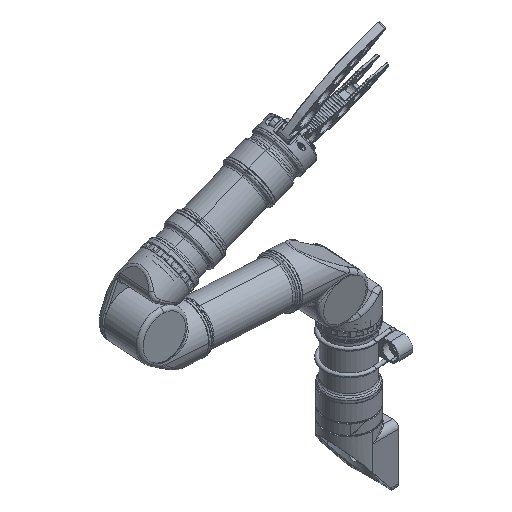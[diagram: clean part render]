
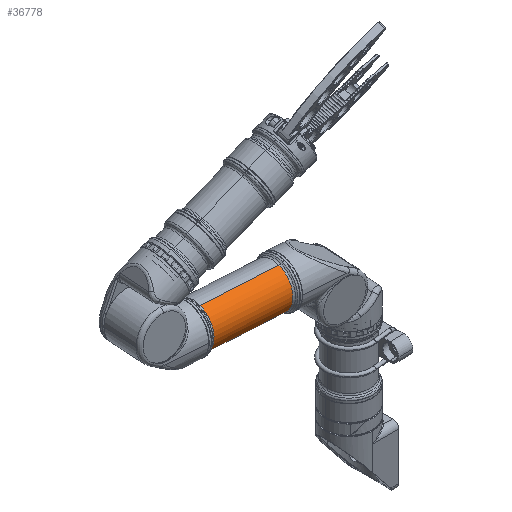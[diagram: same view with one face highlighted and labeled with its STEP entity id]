
A CAD part, isometric view. The second image highlights one B-rep face of the part: STEP entity #36778.
In plain terms, the highlighted cylindrical face has radius 17.9 mm (diameter 35.8 mm), a partial arc.
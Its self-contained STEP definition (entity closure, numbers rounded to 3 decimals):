
#2024 = EDGE_CURVE ( 'NONE', #71227, #27671, #30288, .T. ) ;
#2197 = CARTESIAN_POINT ( 'NONE',  ( 93.148, -29.264, 80.919 ) ) ;
#2533 = LINE ( 'NONE', #52207, #59991 ) ;
#6883 = DIRECTION ( 'NONE',  ( 0.274, -0.077, -0.959 ) ) ;
#10360 = LINE ( 'NONE', #62442, #23900 ) ;
#11172 = DIRECTION ( 'NONE',  ( 0.274, -0.077, -0.959 ) ) ;
#13168 = EDGE_CURVE ( 'NONE', #27671, #17925, #2533, .T. ) ;
#14583 = ORIENTED_EDGE ( 'NONE', *, *, #47282, .F. ) ;
#16124 = CYLINDRICAL_SURFACE ( 'NONE', #22218, 17.9 ) ;
#17925 = VERTEX_POINT ( 'NONE', #54781 ) ;
#17956 = CARTESIAN_POINT ( 'NONE',  ( 76.663, -24.508, 75.819 ) ) ;
#18166 = CARTESIAN_POINT ( 'NONE',  ( 85.366, -26.947, 45.412 ) ) ;
#22218 = AXIS2_PLACEMENT_3D ( 'NONE', #18166, #6883, #23943 ) ;
#23756 = DIRECTION ( 'NONE',  ( 0.921, -0.266, 0.285 ) ) ;
#23900 = VECTOR ( 'NONE', #33856, 1000. ) ;
#23943 = DIRECTION ( 'NONE',  ( 0.921, -0.266, 0.285 ) ) ;
#27671 = VERTEX_POINT ( 'NONE', #2197 ) ;
#29681 = ORIENTED_EDGE ( 'NONE', *, *, #61057, .F. ) ;
#30288 = CIRCLE ( 'NONE', #35329, 17.9 ) ;
#32024 = CARTESIAN_POINT ( 'NONE',  ( 60.177, -19.751, 70.718 ) ) ;
#33856 = DIRECTION ( 'NONE',  ( 0.274, -0.077, -0.959 ) ) ;
#34798 = ORIENTED_EDGE ( 'NONE', *, *, #2024, .T. ) ;
#35329 = AXIS2_PLACEMENT_3D ( 'NONE', #17956, #58108, #23756 ) ;
#35571 = CARTESIAN_POINT ( 'NONE',  ( 77.585, -24.631, 9.905 ) ) ;
#36778 = ADVANCED_FACE ( 'NONE', ( #46759 ), #16124, .T. ) ;
#43338 = CIRCLE ( 'NONE', #61029, 17.9 ) ;
#45667 = CARTESIAN_POINT ( 'NONE',  ( 94.07, -29.387, 15.006 ) ) ;
#46759 = FACE_OUTER_BOUND ( 'NONE', #46887, .T. ) ;
#46887 = EDGE_LOOP ( 'NONE', ( #14583, #34798, #73665, #29681 ) ) ;
#47282 = EDGE_CURVE ( 'NONE', #71227, #72870, #10360, .T. ) ;
#51471 = DIRECTION ( 'NONE',  ( 0.921, -0.266, 0.285 ) ) ;
#52207 = CARTESIAN_POINT ( 'NONE',  ( 101.852, -31.703, 50.513 ) ) ;
#54781 = CARTESIAN_POINT ( 'NONE',  ( 110.556, -34.143, 20.107 ) ) ;
#58108 = DIRECTION ( 'NONE',  ( 0.274, -0.077, -0.959 ) ) ;
#59991 = VECTOR ( 'NONE', #69693, 1000. ) ;
#61029 = AXIS2_PLACEMENT_3D ( 'NONE', #45667, #11172, #51471 ) ;
#61057 = EDGE_CURVE ( 'NONE', #72870, #17925, #43338, .T. ) ;
#62442 = CARTESIAN_POINT ( 'NONE',  ( 68.881, -22.191, 40.312 ) ) ;
#69693 = DIRECTION ( 'NONE',  ( 0.274, -0.077, -0.959 ) ) ;
#71227 = VERTEX_POINT ( 'NONE', #32024 ) ;
#72870 = VERTEX_POINT ( 'NONE', #35571 ) ;
#73665 = ORIENTED_EDGE ( 'NONE', *, *, #13168, .T. ) ;
